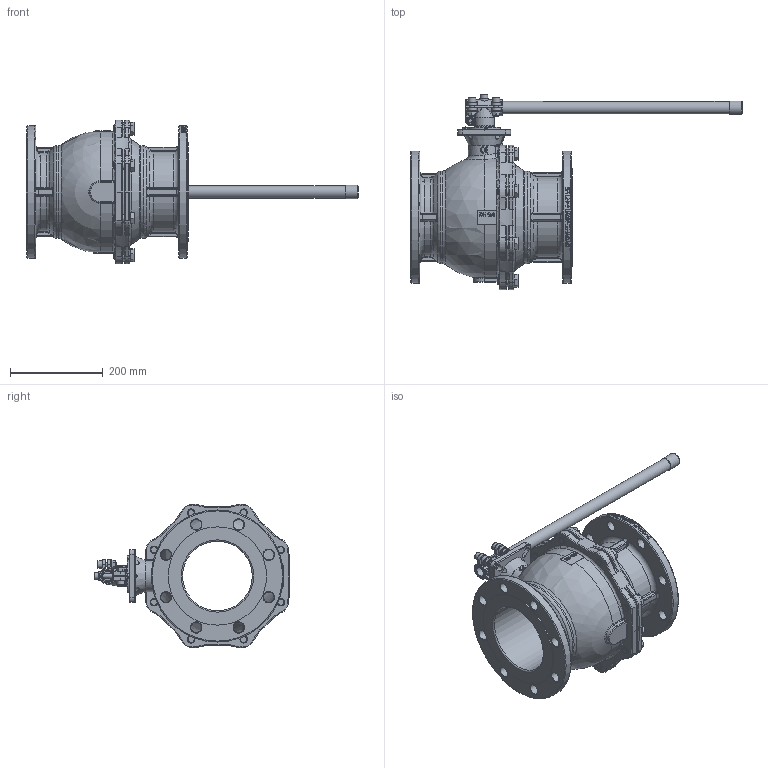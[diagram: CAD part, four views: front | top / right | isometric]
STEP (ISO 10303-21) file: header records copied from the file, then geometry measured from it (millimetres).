
FILE_DESCRIPTION (( 'STEP AP214' ), '1' );
FILE_NAME ('DVGW-FK-600W16-4-71ME 2212.STEP', '2022-12-02T10:52:36', ( '' ), ( '' ), 'SwSTEP 2.0', 'SolidWorks 2019', '' );
FILE_SCHEMA (( 'AUTOMOTIVE_DESIGN' ));
Length unit declared in the file: millimetre
Products named in the file (1): DVGW-FK-600W16-4-71ME 2212
Bounding box: 716 x 421.6 x 310.33 mm (x, y, z)
Volume: 9455869.2 mm3; surface area: 865121.3 mm2
Topology: 2 solids, 4 shells, 1411 faces, 3543 edges, 2186 vertices
Faces by surface type: plane 497, cylinder 336, bspline 242, torus 215, cone 115, sphere 6
Full cylindrical faces by diameter (mm): 6 x2, 10 x8, 11 x9, 14.917 x8, 16 x20, 18.5 x8, 20 x1, 20.9 x1, 22 x8, 22.5 x16, 26.9 x1, 28.9 x1, 39.7 x2, 150 x1, 200 x2, 212 x2, 285 x2
Entity records: 55573 total; most frequent: CARTESIAN_POINT 22866, ORIENTED_EDGE 6508, DIRECTION 5575, EDGE_CURVE 3254, AXIS2_PLACEMENT_3D 2247, VERTEX_POINT 2118, EDGE_LOOP 1754, FACE_OUTER_BOUND 1555
